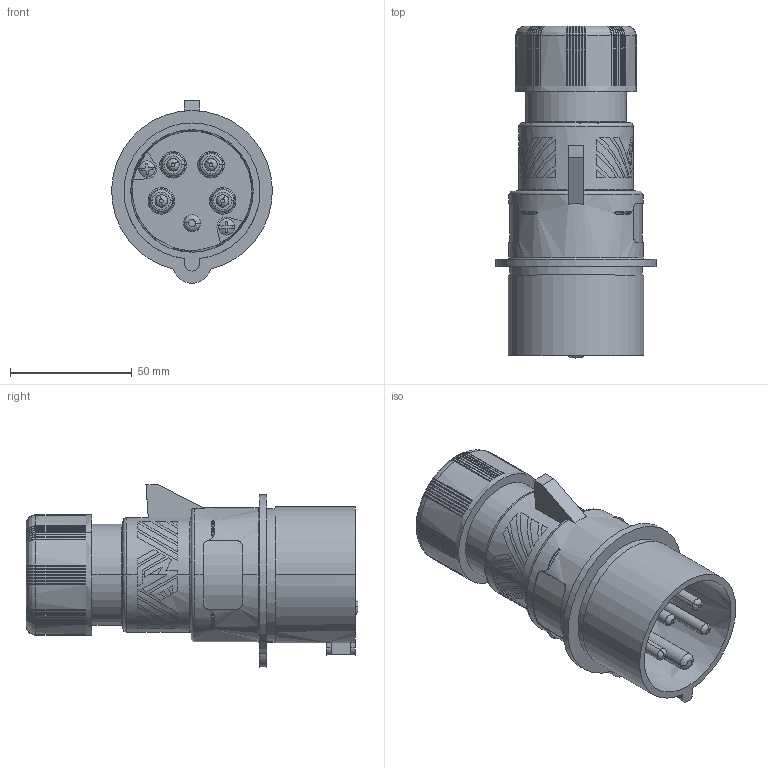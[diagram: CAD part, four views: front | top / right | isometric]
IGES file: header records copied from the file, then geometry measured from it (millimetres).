
Start section: Elysium IGES Interface
Global section: file name: PN_1665_SV.igs; native system: Creo Elements/Direct Modeling 18.0B  02-Dec-2011; preprocessor: Creo Element/Direct IGES_3D V2.2; author: Unknown; organization: Unknown; date: 20120918.131026; units: millimetre
Bounding box: 65.97 x 136.2 x 74.87 mm (x, y, z)
Surface area: 55520.6 mm2 (no closed solid volume)
Topology: 0 solids, 1 shells, 665 faces, 1826 edges, 1104 vertices
Faces by surface type: bspline 665
